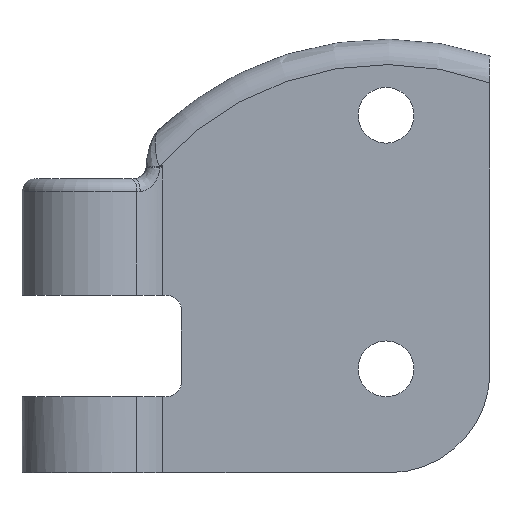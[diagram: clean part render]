
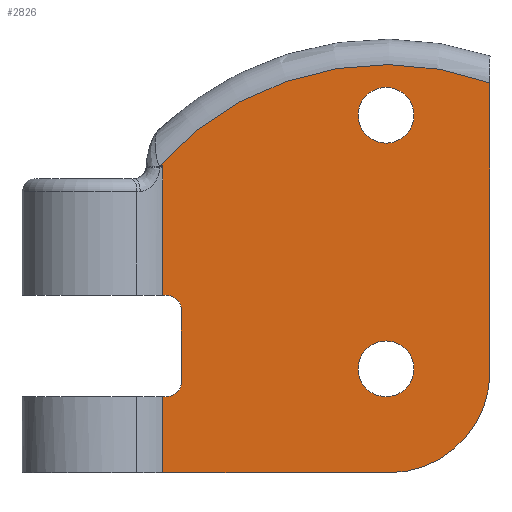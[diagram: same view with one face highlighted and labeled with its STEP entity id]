
A CAD part, front view. The second image highlights one B-rep face of the part: STEP entity #2826.
In plain terms, the highlighted planar face has unit normal (0, -1, 0).
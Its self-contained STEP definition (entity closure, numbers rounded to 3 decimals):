
#61=CARTESIAN_POINT('Vertex',(-143.4,-2.3,-2.6)) ;
#66=CARTESIAN_POINT('Axis2P3D Location',(-147.4,-2.3,-2.6)) ;
#70=CARTESIAN_POINT('Vertex',(-147.4,-2.3,-6.6)) ;
#145=CARTESIAN_POINT('Vertex',(-148.6,-2.3,-2.5)) ;
#148=CARTESIAN_POINT('Axis2P3D Location',(-147.5,-2.3,-2.5)) ;
#152=CARTESIAN_POINT('Vertex',(-146.4,-2.3,-2.5)) ;
#172=CARTESIAN_POINT('Axis2P3D Location',(-147.5,-2.3,-2.5)) ;
#529=CARTESIAN_POINT('Axis2P3D Location',(-147.5,-2.3,-2.5)) ;
#533=CARTESIAN_POINT('Vertex',(-156.444,-2.3,5.5)) ;
#535=CARTESIAN_POINT('Vertex',(-143.4,-2.3,8.778)) ;
#947=CARTESIAN_POINT('Vertex',(-156.303,-2.3,5.5)) ;
#950=CARTESIAN_POINT('Line Origine',(-151.877,-2.3,5.5)) ;
#2011=CARTESIAN_POINT('Line Origine',(-143.4,-2.3,3.089)) ;
#2055=CARTESIAN_POINT('Line Origine',(-151.852,-2.3,-6.6)) ;
#2059=CARTESIAN_POINT('Vertex',(-156.303,-2.3,-6.6)) ;
#2305=CARTESIAN_POINT('Vertex',(-156.303,-2.3,-3.6)) ;
#2313=CARTESIAN_POINT('Line Origine',(-156.303,-2.3,1.45)) ;
#2331=CARTESIAN_POINT('Vertex',(-156.303,-2.3,0.4)) ;
#2334=CARTESIAN_POINT('Line Origine',(-156.303,-2.3,1.45)) ;
#2536=CARTESIAN_POINT('Vertex',(-156.217,-2.3,-3.6)) ;
#2553=CARTESIAN_POINT('Line Origine',(-156.26,-2.3,-3.6)) ;
#2588=CARTESIAN_POINT('Control Point',(-155.582,-2.3,-3.1)) ;
#2589=CARTESIAN_POINT('Control Point',(-155.582,-2.3,-3.278)) ;
#2590=CARTESIAN_POINT('Control Point',(-155.683,-2.3,-3.459)) ;
#2591=CARTESIAN_POINT('Control Point',(-155.861,-2.3,-3.554)) ;
#2592=CARTESIAN_POINT('Control Point',(-156.038,-2.3,-3.6)) ;
#2593=CARTESIAN_POINT('Control Point',(-156.217,-2.3,-3.6)) ;
#2594=CARTESIAN_POINT('Vertex',(-155.582,-2.3,-3.1)) ;
#2623=CARTESIAN_POINT('Line Origine',(-156.26,-2.3,0.4)) ;
#2627=CARTESIAN_POINT('Vertex',(-156.217,-2.3,0.4)) ;
#2698=CARTESIAN_POINT('Vertex',(-155.582,-2.3,-0.1)) ;
#2701=CARTESIAN_POINT('Line Origine',(-155.582,-2.3,-1.6)) ;
#2727=CARTESIAN_POINT('Control Point',(-155.582,-2.3,-0.1)) ;
#2728=CARTESIAN_POINT('Control Point',(-155.582,-2.3,0.078)) ;
#2729=CARTESIAN_POINT('Control Point',(-155.683,-2.3,0.259)) ;
#2730=CARTESIAN_POINT('Control Point',(-155.861,-2.3,0.354)) ;
#2731=CARTESIAN_POINT('Control Point',(-156.038,-2.3,0.4)) ;
#2732=CARTESIAN_POINT('Control Point',(-156.217,-2.3,0.4)) ;
#2785=CARTESIAN_POINT('Axis2P3D Location',(0.,-2.3,0.)) ;
#2804=CARTESIAN_POINT('Axis2P3D Location',(-147.5,-2.3,7.5)) ;
#2808=CARTESIAN_POINT('Vertex',(-146.4,-2.3,7.5)) ;
#2810=CARTESIAN_POINT('Vertex',(-148.6,-2.3,7.5)) ;
#2813=CARTESIAN_POINT('Axis2P3D Location',(-147.5,-2.3,7.5)) ;
#67=DIRECTION('Axis2P3D Direction',(0.,1.,0.)) ;
#149=DIRECTION('Axis2P3D Direction',(0.,1.,0.)) ;
#173=DIRECTION('Axis2P3D Direction',(0.,1.,0.)) ;
#530=DIRECTION('Axis2P3D Direction',(0.,1.,0.)) ;
#951=DIRECTION('Vector Direction',(-1.,0.,0.)) ;
#2012=DIRECTION('Vector Direction',(0.,0.,-1.)) ;
#2056=DIRECTION('Vector Direction',(-1.,0.,0.)) ;
#2314=DIRECTION('Vector Direction',(0.,0.,-1.)) ;
#2335=DIRECTION('Vector Direction',(0.,0.,-1.)) ;
#2554=DIRECTION('Vector Direction',(1.,0.,0.)) ;
#2624=DIRECTION('Vector Direction',(1.,0.,0.)) ;
#2702=DIRECTION('Vector Direction',(0.,0.,-1.)) ;
#2786=DIRECTION('Axis2P3D Direction',(0.,1.,-0.)) ;
#2787=DIRECTION('Axis2P3D XDirection',(-1.,0.,0.)) ;
#2805=DIRECTION('Axis2P3D Direction',(0.,1.,-0.)) ;
#2814=DIRECTION('Axis2P3D Direction',(0.,1.,-0.)) ;
#68=AXIS2_PLACEMENT_3D('Circle Axis2P3D',#66,#67,$) ;
#150=AXIS2_PLACEMENT_3D('Circle Axis2P3D',#148,#149,$) ;
#174=AXIS2_PLACEMENT_3D('Circle Axis2P3D',#172,#173,$) ;
#531=AXIS2_PLACEMENT_3D('Circle Axis2P3D',#529,#530,$) ;
#2788=AXIS2_PLACEMENT_3D('Plane Axis2P3D',#2785,#2786,#2787) ;
#2806=AXIS2_PLACEMENT_3D('Circle Axis2P3D',#2804,#2805,$) ;
#2815=AXIS2_PLACEMENT_3D('Circle Axis2P3D',#2813,#2814,$) ;
#2791=ORIENTED_EDGE('',*,*,#2705,.T.) ;
#2792=ORIENTED_EDGE('',*,*,#2596,.T.) ;
#2793=ORIENTED_EDGE('',*,*,#2557,.F.) ;
#2794=ORIENTED_EDGE('',*,*,#2317,.T.) ;
#2795=ORIENTED_EDGE('',*,*,#2061,.F.) ;
#2796=ORIENTED_EDGE('',*,*,#72,.F.) ;
#2797=ORIENTED_EDGE('',*,*,#2015,.F.) ;
#2798=ORIENTED_EDGE('',*,*,#537,.F.) ;
#2799=ORIENTED_EDGE('',*,*,#954,.F.) ;
#2800=ORIENTED_EDGE('',*,*,#2338,.T.) ;
#2801=ORIENTED_EDGE('',*,*,#2629,.T.) ;
#2802=ORIENTED_EDGE('',*,*,#2733,.T.) ;
#2819=ORIENTED_EDGE('',*,*,#2812,.T.) ;
#2820=ORIENTED_EDGE('',*,*,#2817,.T.) ;
#2823=ORIENTED_EDGE('',*,*,#176,.T.) ;
#2824=ORIENTED_EDGE('',*,*,#154,.T.) ;
#2821=FACE_BOUND('',#2818,.T.) ;
#2825=FACE_BOUND('',#2822,.T.) ;
#952=VECTOR('Line Direction',#951,1.) ;
#2013=VECTOR('Line Direction',#2012,1.) ;
#2057=VECTOR('Line Direction',#2056,1.) ;
#2315=VECTOR('Line Direction',#2314,1.) ;
#2336=VECTOR('Line Direction',#2335,1.) ;
#2555=VECTOR('Line Direction',#2554,1.) ;
#2625=VECTOR('Line Direction',#2624,1.) ;
#2703=VECTOR('Line Direction',#2702,1.) ;
#2826=ADVANCED_FACE('Tail vertical mount',(#2803,#2821,#2825),#2789,.F.) ;
#2587=B_SPLINE_CURVE_WITH_KNOTS('',5,(#2588,#2589,#2590,#2591,#2592,#2593),.UNSPECIFIED.,.F.,.U.,(6,6),(0.,1.26),.UNSPECIFIED.) ;
#2726=B_SPLINE_CURVE_WITH_KNOTS('',5,(#2727,#2728,#2729,#2730,#2731,#2732),.UNSPECIFIED.,.F.,.U.,(6,6),(0.,1.26),.UNSPECIFIED.) ;
#69=CIRCLE('generated circle',#68,4.) ;
#151=CIRCLE('generated circle',#150,1.1) ;
#175=CIRCLE('generated circle',#174,1.1) ;
#532=CIRCLE('generated circle',#531,12.) ;
#2807=CIRCLE('generated circle',#2806,1.1) ;
#2816=CIRCLE('generated circle',#2815,1.1) ;
#72=EDGE_CURVE('',#62,#71,#69,.T.) ;
#154=EDGE_CURVE('',#153,#146,#151,.T.) ;
#176=EDGE_CURVE('',#146,#153,#175,.T.) ;
#537=EDGE_CURVE('',#534,#536,#532,.T.) ;
#954=EDGE_CURVE('',#948,#534,#953,.T.) ;
#2015=EDGE_CURVE('',#536,#62,#2014,.T.) ;
#2061=EDGE_CURVE('',#71,#2060,#2058,.T.) ;
#2317=EDGE_CURVE('',#2306,#2060,#2316,.T.) ;
#2338=EDGE_CURVE('',#948,#2332,#2337,.T.) ;
#2557=EDGE_CURVE('',#2306,#2537,#2556,.T.) ;
#2596=EDGE_CURVE('',#2595,#2537,#2587,.T.) ;
#2629=EDGE_CURVE('',#2332,#2628,#2626,.T.) ;
#2705=EDGE_CURVE('',#2699,#2595,#2704,.T.) ;
#2733=EDGE_CURVE('',#2628,#2699,#2726,.F.) ;
#2812=EDGE_CURVE('',#2809,#2811,#2807,.T.) ;
#2817=EDGE_CURVE('',#2811,#2809,#2816,.T.) ;
#2790=EDGE_LOOP('',(#2791,#2792,#2793,#2794,#2795,#2796,#2797,#2798,#2799,#2800,#2801,#2802)) ;
#2818=EDGE_LOOP('',(#2819,#2820)) ;
#2822=EDGE_LOOP('',(#2823,#2824)) ;
#2803=FACE_OUTER_BOUND('',#2790,.T.) ;
#953=LINE('Line',#950,#952) ;
#2014=LINE('Line',#2011,#2013) ;
#2058=LINE('Line',#2055,#2057) ;
#2316=LINE('Line',#2313,#2315) ;
#2337=LINE('Line',#2334,#2336) ;
#2556=LINE('Line',#2553,#2555) ;
#2626=LINE('Line',#2623,#2625) ;
#2704=LINE('Line',#2701,#2703) ;
#2789=PLANE('Plane',#2788) ;
#62=VERTEX_POINT('',#61) ;
#71=VERTEX_POINT('',#70) ;
#146=VERTEX_POINT('',#145) ;
#153=VERTEX_POINT('',#152) ;
#534=VERTEX_POINT('',#533) ;
#536=VERTEX_POINT('',#535) ;
#948=VERTEX_POINT('',#947) ;
#2060=VERTEX_POINT('',#2059) ;
#2306=VERTEX_POINT('',#2305) ;
#2332=VERTEX_POINT('',#2331) ;
#2537=VERTEX_POINT('',#2536) ;
#2595=VERTEX_POINT('',#2594) ;
#2628=VERTEX_POINT('',#2627) ;
#2699=VERTEX_POINT('',#2698) ;
#2809=VERTEX_POINT('',#2808) ;
#2811=VERTEX_POINT('',#2810) ;
